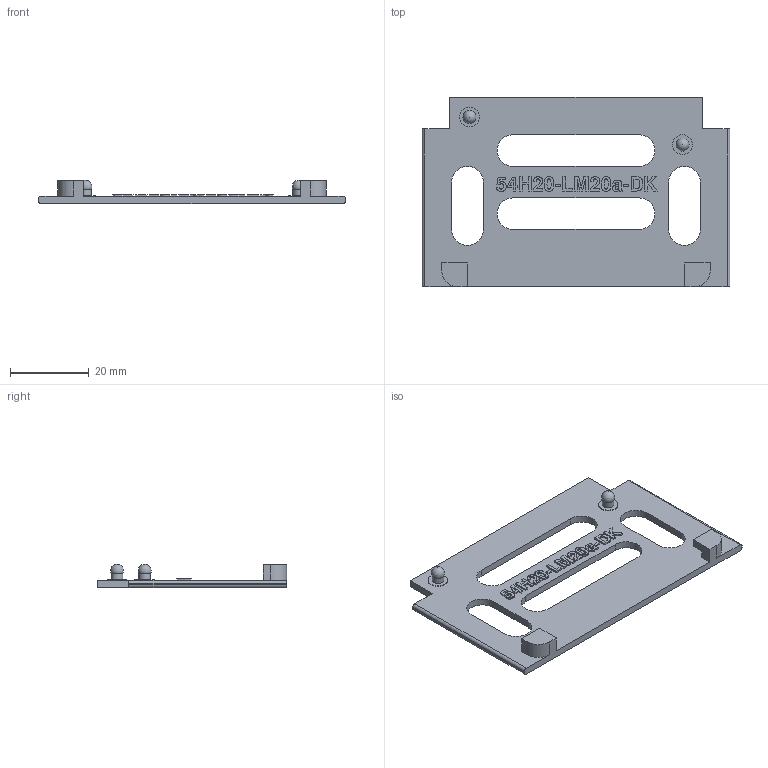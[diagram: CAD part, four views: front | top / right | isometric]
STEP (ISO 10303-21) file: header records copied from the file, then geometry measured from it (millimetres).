
FILE_DESCRIPTION(('Open CASCADE Model'),'2;1');
FILE_NAME('Open CASCADE Shape Model','2025-05-19T12:57:18',('Author'),( 'Open CASCADE'),'Open CASCADE STEP processor 7.7','Open CASCADE 7.7' ,'Unknown');
FILE_SCHEMA(('AUTOMOTIVE_DESIGN { 1 0 10303 214 1 1 1 1 }'));
Length unit declared in the file: millimetre
Products named in the file (1): Open CASCADE STEP translator 7.7 55
Bounding box: 78 x 48 x 5.9 mm (x, y, z)
Volume: 5344 mm3; surface area: 6780.3 mm2
Topology: 1 solids, 1 shells, 297 faces, 820 edges, 546 vertices
Faces by surface type: plane 148, extrusion 129, cylinder 18, sphere 2
Full cylindrical faces by diameter (mm): 3 x2, 5 x2
Entity records: 20202 total; most frequent: CARTESIAN_POINT 4680, DIRECTION 2401, VECTOR 1963, LINE 1834, ORIENTED_EDGE 1636, PCURVE 1636, DEFINITIONAL_REPRESENTATION 1636, EDGE_CURVE 818
